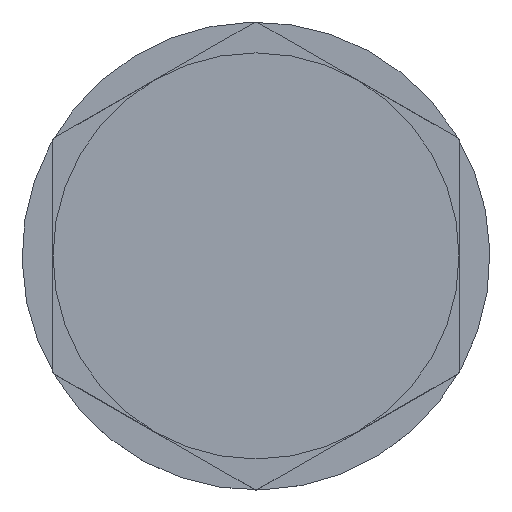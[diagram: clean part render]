
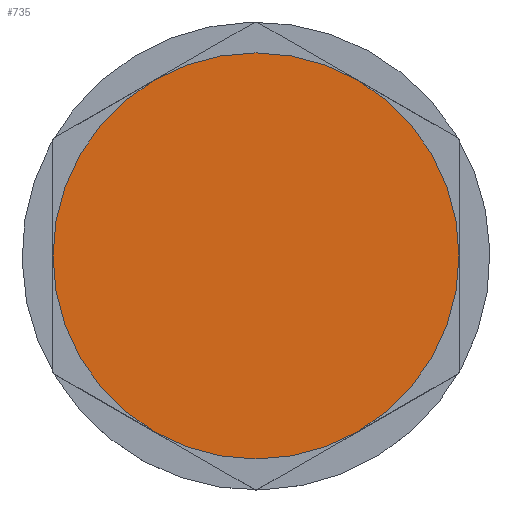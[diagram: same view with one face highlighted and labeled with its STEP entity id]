
A CAD part, top view. The second image highlights one B-rep face of the part: STEP entity #735.
In plain terms, the highlighted planar face has unit normal (0, 0, 1).
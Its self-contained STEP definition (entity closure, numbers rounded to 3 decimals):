
#693=AXIS2_PLACEMENT_3D('Circle Axis2P3D',#691,#692,$) ;
#714=AXIS2_PLACEMENT_3D('Circle Axis2P3D',#712,#713,$) ;
#729=AXIS2_PLACEMENT_3D('Plane Axis2P3D',#726,#727,#728) ;
#688=CARTESIAN_POINT('Vertex',(49.5,26.5,26.5)) ;
#691=CARTESIAN_POINT('Axis2P3D Location',(26.5,26.5,26.5)) ;
#695=CARTESIAN_POINT('Vertex',(3.5,26.5,26.5)) ;
#712=CARTESIAN_POINT('Axis2P3D Location',(26.5,26.5,26.5)) ;
#726=CARTESIAN_POINT('Axis2P3D Location',(0.,26.5,26.5)) ;
#692=DIRECTION('Axis2P3D Direction',(0.,0.,1.)) ;
#713=DIRECTION('Axis2P3D Direction',(0.,0.,1.)) ;
#727=DIRECTION('Axis2P3D Direction',(0.,0.,-1.)) ;
#728=DIRECTION('Axis2P3D XDirection',(1.,0.,0.)) ;
#732=ORIENTED_EDGE('',*,*,#716,.T.) ;
#733=ORIENTED_EDGE('',*,*,#697,.T.) ;
#735=ADVANCED_FACE('Koerper.2',(#734),#730,.F.) ;
#694=CIRCLE('generated circle',#693,23.) ;
#715=CIRCLE('generated circle',#714,23.) ;
#697=EDGE_CURVE('',#696,#689,#694,.T.) ;
#716=EDGE_CURVE('',#689,#696,#715,.T.) ;
#731=EDGE_LOOP('',(#732,#733)) ;
#734=FACE_OUTER_BOUND('',#731,.T.) ;
#730=PLANE('',#729) ;
#689=VERTEX_POINT('',#688) ;
#696=VERTEX_POINT('',#695) ;
